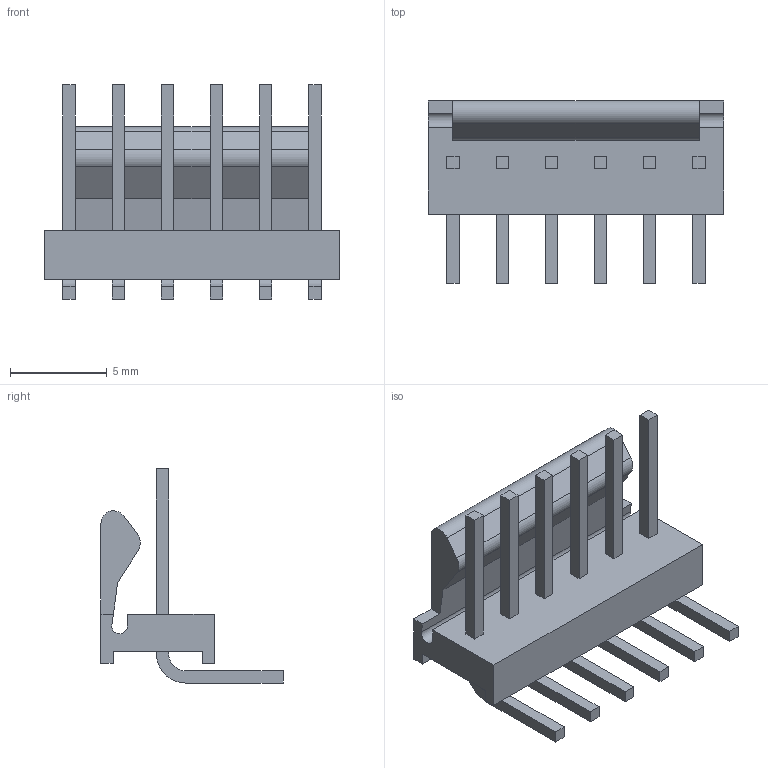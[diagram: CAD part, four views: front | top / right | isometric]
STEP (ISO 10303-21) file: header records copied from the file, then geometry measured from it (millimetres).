
FILE_DESCRIPTION((''),'2;1');
FILE_NAME('C-0640457-06-3','2007-09-02T',('workeradm'),('Tyco Electronics Corporation'),'PRO/ENGINEER BY PARAMETRIC TECHNOLOGY CORPORATION, 2005450','PRO/ENGINEER BY PARAMETRIC TECHNOLOGY CORPORATION, 2005450','');
FILE_SCHEMA(('CONFIG_CONTROL_DESIGN', 'GEOMETRIC_VALIDATION_PROPERTIES_MIM'));
Length unit declared in the file: inch
Products named in the file (1): C-0640457-06-3
Bounding box: 15.24 x 9.4 x 11.05 mm (x, y, z)
Volume: 292.3 mm3; surface area: 703.5 mm2
Topology: 1 solids, 1 shells, 105 faces, 273 edges, 182 vertices
Faces by surface type: plane 90, cylinder 15
Entity records: 3312 total; most frequent: CARTESIAN_POINT 561, ORIENTED_EDGE 546, DIRECTION 513, EDGE_CURVE 273, VECTOR 243, LINE 243, VERTEX_POINT 182, AXIS2_PLACEMENT_3D 135
